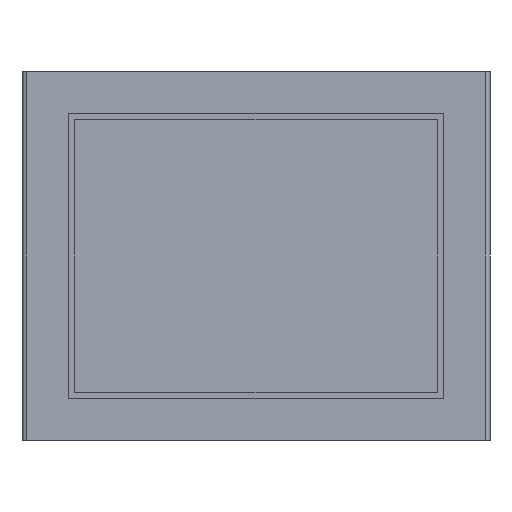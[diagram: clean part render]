
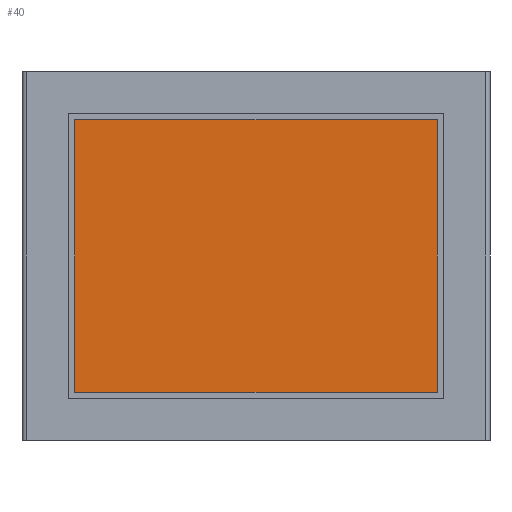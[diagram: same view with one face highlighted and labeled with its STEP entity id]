
A CAD part, front view. The second image highlights one B-rep face of the part: STEP entity #40.
In plain terms, the highlighted planar face has unit normal (0, -1, 0).
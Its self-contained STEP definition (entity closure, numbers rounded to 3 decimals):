
#1=CARTESIAN_POINT('POINT14565',(105.537,-4.746,79.248));
#2=VERTEX_POINT('VERTEX14565',#1);
#3=CARTESIAN_POINT('POINT14566',(105.537,-4.746,-79.248))
   ;
#4=VERTEX_POINT('VERTEX14566',#3);
#5=CARTESIAN_POINT('POS27719',(105.537,-4.746,0.));
#6=DIRECTION('DIR36649',(0.,0.,-1.));
#7=VECTOR('VEC18789',#6,25.4);
#8=LINE('STRAIGHT18789',#5,#7);
#9=EDGE_CURVE('EDGE22121',#2,#4,#8,.T.);
#10=ORIENTED_EDGE('COEDGE44241',*,*,#9,.F.);
#11=CARTESIAN_POINT('POINT14567',(-105.537,-4.746,79.248)
   );
#12=VERTEX_POINT('VERTEX14567',#11);
#13=CARTESIAN_POINT('POS27720',(0.,-4.746,79.248));
#14=DIRECTION('DIR36650',(-1.,0.,0.));
#15=VECTOR('VEC18790',#14,25.4);
#16=LINE('STRAIGHT18790',#13,#15);
#17=EDGE_CURVE('EDGE22122',#2,#12,#16,.T.);
#18=ORIENTED_EDGE('COEDGE44242',*,*,#17,.T.);
#19=CARTESIAN_POINT('POINT14568',(-105.537,-4.746,-79.248
   ));
#20=VERTEX_POINT('VERTEX14568',#19);
#21=CARTESIAN_POINT('POS27721',(-105.537,-4.746,0.));
#22=DIRECTION('DIR36651',(0.,0.,-1.));
#23=VECTOR('VEC18791',#22,25.4);
#24=LINE('STRAIGHT18791',#21,#23);
#25=EDGE_CURVE('EDGE22123',#12,#20,#24,.T.);
#26=ORIENTED_EDGE('COEDGE44243',*,*,#25,.T.);
#27=CARTESIAN_POINT('POS27722',(0.,-4.746,-79.248));
#28=DIRECTION('DIR36652',(1.,0.,0.));
#29=VECTOR('VEC18792',#28,25.4);
#30=LINE('STRAIGHT18792',#27,#29);
#31=EDGE_CURVE('EDGE22124',#20,#4,#30,.T.);
#32=ORIENTED_EDGE('COEDGE44244',*,*,#31,.T.);
#33=EDGE_LOOP('NONE',(#10,#18,#26,#32));
#34=FACE_BOUND('LOOP1',#33,.T.);
#35=CARTESIAN_POINT('POS27723',(0.,-4.746,0.));
#36=DIRECTION('DIR36653',(0.,-1.,0.));
#37=DIRECTION('DIR36654',(1.,0.,0.));
#38=AXIS2_PLACEMENT_3D('AXIS8931',#35,#36,#37);
#39=PLANE('PLANE6430',#38);
#40=ADVANCED_FACE('FACE8565',(#34),#39,.T.);
